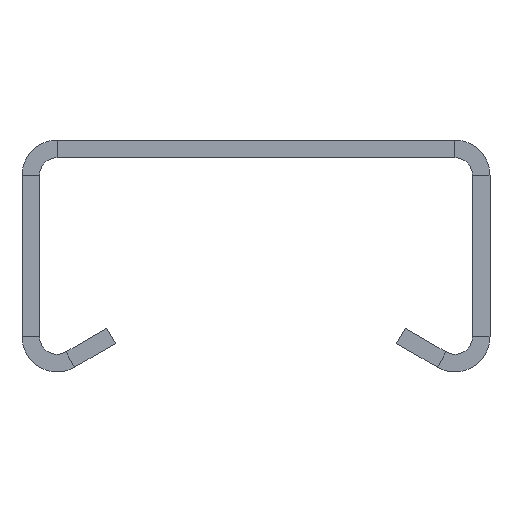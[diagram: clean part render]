
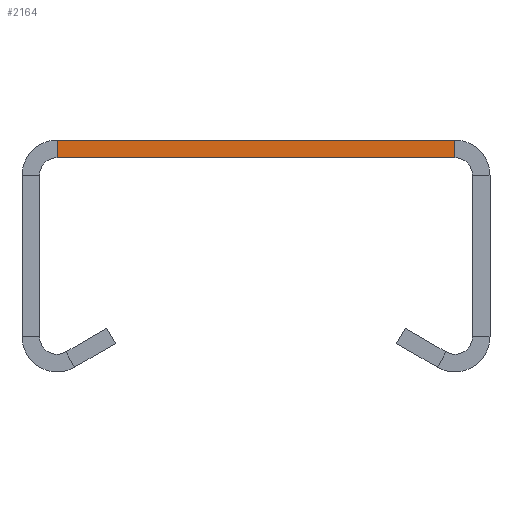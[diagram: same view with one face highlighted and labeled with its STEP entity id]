
A CAD part, front view. The second image highlights one B-rep face of the part: STEP entity #2164.
In plain terms, the highlighted planar face has unit normal (0, -1, 0).
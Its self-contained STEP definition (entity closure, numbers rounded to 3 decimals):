
#473=DIRECTION('',(0.,0.,-1.));
#474=VECTOR('',#473,1.5);
#475=CARTESIAN_POINT('',(17.,-500.,0.));
#476=LINE('',#475,#474);
#477=DIRECTION('',(1.,0.,0.));
#478=VECTOR('',#477,34.);
#479=CARTESIAN_POINT('',(-17.,-500.,-1.5));
#480=LINE('',#479,#478);
#481=DIRECTION('',(1.,0.,0.));
#482=VECTOR('',#481,34.);
#483=CARTESIAN_POINT('',(-17.,-500.,0.));
#484=LINE('',#483,#482);
#913=DIRECTION('',(0.,0.,-1.));
#914=VECTOR('',#913,1.5);
#915=CARTESIAN_POINT('',(-17.,-500.,0.));
#916=LINE('',#915,#914);
#1386=CARTESIAN_POINT('',(17.,-500.,0.));
#1388=VERTEX_POINT('',#1386);
#1398=CARTESIAN_POINT('',(-17.,-500.,0.));
#1400=VERTEX_POINT('',#1398);
#1418=CARTESIAN_POINT('',(17.,-500.,-1.5));
#1420=VERTEX_POINT('',#1418);
#1430=CARTESIAN_POINT('',(-17.,-500.,-1.5));
#1432=VERTEX_POINT('',#1430);
#2150=CARTESIAN_POINT('',(0.,-500.,-0.75));
#2151=DIRECTION('',(0.,-1.,0.));
#2152=DIRECTION('',(1.,0.,0.));
#2153=AXIS2_PLACEMENT_3D('',#2150,#2151,#2152);
#2154=PLANE('',#2153);
#2156=ORIENTED_EDGE('',*,*,#2155,.T.);
#2158=ORIENTED_EDGE('',*,*,#2157,.F.);
#2160=ORIENTED_EDGE('',*,*,#2159,.F.);
#2161=ORIENTED_EDGE('',*,*,#1941,.T.);
#2162=EDGE_LOOP('',(#2156,#2158,#2160,#2161));
#2163=FACE_OUTER_BOUND('',#2162,.F.);
#2164=ADVANCED_FACE('',(#2163),#2154,.T.);
#1941=EDGE_CURVE('',#1400,#1388,#484,.T.);
#2155=EDGE_CURVE('',#1388,#1420,#476,.T.);
#2157=EDGE_CURVE('',#1432,#1420,#480,.T.);
#2159=EDGE_CURVE('',#1400,#1432,#916,.T.);
